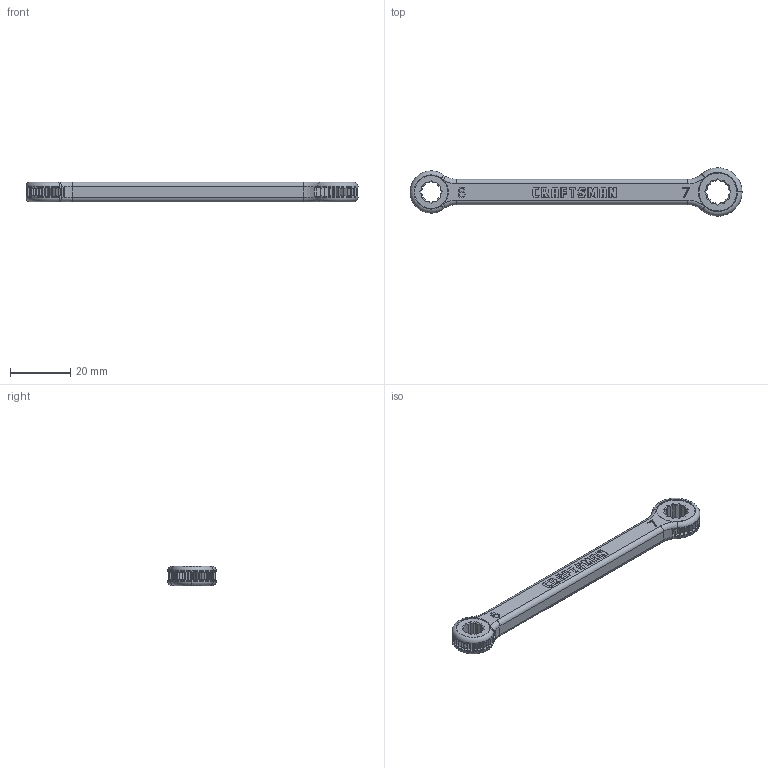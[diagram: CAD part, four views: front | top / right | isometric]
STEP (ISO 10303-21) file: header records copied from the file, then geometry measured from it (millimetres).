
FILE_DESCRIPTION (( 'STEP AP203' ), '1' );
FILE_NAME ('6MM AND 7MM RATCHET WRENCH.STEP', '2015-06-10T02:34:27', ( 'David' ), ( 'Microsoft' ), 'SwSTEP 2.0', 'SolidWorks 2011', '' );
FILE_SCHEMA (( 'CONFIG_CONTROL_DESIGN' ));
Length unit declared in the file: millimetre
Products named in the file (1): 6MM  AND 7MM RATCHET WRENCH
Bounding box: 110 x 15.96 x 6.5 mm (x, y, z)
Volume: 5680.2 mm3; surface area: 4324.8 mm2
Topology: 1 solids, 1 shells, 1214 faces, 3003 edges, 1827 vertices
Faces by surface type: plane 813, cylinder 362, torus 27, bspline 12
Entity records: 35086 total; most frequent: CARTESIAN_POINT 7032, ORIENTED_EDGE 6006, DIRECTION 5546, EDGE_CURVE 3003, VECTOR 2296, LINE 2296, VERTEX_POINT 1827, AXIS2_PLACEMENT_3D 1625
